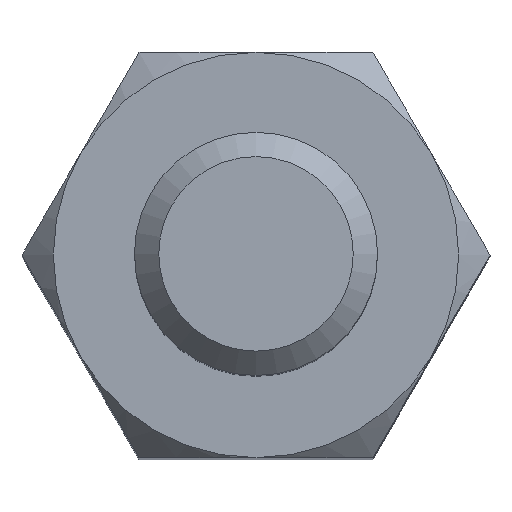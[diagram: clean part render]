
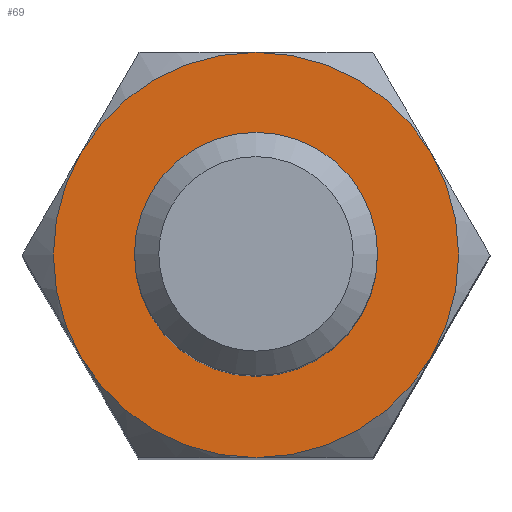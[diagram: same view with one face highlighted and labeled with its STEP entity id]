
A CAD part, top view. The second image highlights one B-rep face of the part: STEP entity #69.
In plain terms, the highlighted planar face has unit normal (0, 0, 1).
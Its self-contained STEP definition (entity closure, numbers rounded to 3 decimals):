
#69 = ADVANCED_FACE( '', ( #157, #158 ), #159, .T. );
#157 = FACE_BOUND( '', #269, .T. );
#158 = FACE_OUTER_BOUND( '', #270, .T. );
#159 = PLANE( '', #271 );
#269 = EDGE_LOOP( '', ( #405 ) );
#270 = EDGE_LOOP( '', ( #406, #407, #408, #409, #410, #411 ) );
#271 = AXIS2_PLACEMENT_3D( '', #412, #413, #414 );
#405 = ORIENTED_EDGE( '', *, *, #613, .T. );
#406 = ORIENTED_EDGE( '', *, *, #614, .F. );
#407 = ORIENTED_EDGE( '', *, *, #605, .F. );
#408 = ORIENTED_EDGE( '', *, *, #615, .F. );
#409 = ORIENTED_EDGE( '', *, *, #616, .T. );
#410 = ORIENTED_EDGE( '', *, *, #617, .F. );
#411 = ORIENTED_EDGE( '', *, *, #592, .F. );
#412 = CARTESIAN_POINT( '', ( 0., 0., 0. ) );
#413 = DIRECTION( '', ( 0., 0., 1. ) );
#414 = DIRECTION( '', ( 1., 0., 0. ) );
#592 = EDGE_CURVE( '', #684, #681, #686, .F. );
#605 = EDGE_CURVE( '', #706, #677, #708, .F. );
#613 = EDGE_CURVE( '', #719, #719, #720, .F. );
#614 = EDGE_CURVE( '', #677, #684, #721, .F. );
#615 = EDGE_CURVE( '', #697, #706, #722, .F. );
#616 = EDGE_CURVE( '', #697, #723, #724, .T. );
#617 = EDGE_CURVE( '', #681, #723, #725, .F. );
#677 = VERTEX_POINT( '', #810 );
#681 = VERTEX_POINT( '', #826 );
#684 = VERTEX_POINT( '', #834 );
#686 = CIRCLE( '', #843, 2.5 );
#697 = VERTEX_POINT( '', #868 );
#706 = VERTEX_POINT( '', #889 );
#708 = CIRCLE( '', #898, 2.5 );
#719 = VERTEX_POINT( '', #916 );
#720 = CIRCLE( '', #917, 1.3 );
#721 = CIRCLE( '', #918, 2.5 );
#722 = CIRCLE( '', #919, 2.5 );
#723 = VERTEX_POINT( '', #920 );
#724 = CIRCLE( '', #921, 2.5 );
#725 = CIRCLE( '', #922, 2.5 );
#810 = CARTESIAN_POINT( '', ( 2.165, -1.25, 0. ) );
#826 = CARTESIAN_POINT( '', ( -2.165, -1.25, 0. ) );
#834 = CARTESIAN_POINT( '', ( 0., -2.5, 0. ) );
#843 = AXIS2_PLACEMENT_3D( '', #1057, #1058, #1059 );
#868 = CARTESIAN_POINT( '', ( 0., 2.5, 0. ) );
#889 = CARTESIAN_POINT( '', ( 2.165, 1.25, 0. ) );
#898 = AXIS2_PLACEMENT_3D( '', #1068, #1069, #1070 );
#916 = CARTESIAN_POINT( '', ( 1.3, 0., 0. ) );
#917 = AXIS2_PLACEMENT_3D( '', #1080, #1081, #1082 );
#918 = AXIS2_PLACEMENT_3D( '', #1083, #1084, #1085 );
#919 = AXIS2_PLACEMENT_3D( '', #1086, #1087, #1088 );
#920 = CARTESIAN_POINT( '', ( -2.165, 1.25, 0. ) );
#921 = AXIS2_PLACEMENT_3D( '', #1089, #1090, #1091 );
#922 = AXIS2_PLACEMENT_3D( '', #1092, #1093, #1094 );
#1057 = CARTESIAN_POINT( '', ( 0., 0., 0. ) );
#1058 = DIRECTION( '', ( 0., 0., 1. ) );
#1059 = DIRECTION( '', ( 1., 0., 0. ) );
#1068 = CARTESIAN_POINT( '', ( 0., 0., 0. ) );
#1069 = DIRECTION( '', ( 0., 0., 1. ) );
#1070 = DIRECTION( '', ( 1., 0., 0. ) );
#1080 = CARTESIAN_POINT( '', ( 0., 0., 0. ) );
#1081 = DIRECTION( '', ( 0., 0., 1. ) );
#1082 = DIRECTION( '', ( 1., 0., 0. ) );
#1083 = CARTESIAN_POINT( '', ( 0., 0., 0. ) );
#1084 = DIRECTION( '', ( 0., 0., 1. ) );
#1085 = DIRECTION( '', ( 1., 0., 0. ) );
#1086 = CARTESIAN_POINT( '', ( 0., 0., 0. ) );
#1087 = DIRECTION( '', ( 0., 0., 1. ) );
#1088 = DIRECTION( '', ( 1., 0., 0. ) );
#1089 = CARTESIAN_POINT( '', ( 0., 0., 0. ) );
#1090 = DIRECTION( '', ( 0., 0., 1. ) );
#1091 = DIRECTION( '', ( 1., 0., 0. ) );
#1092 = CARTESIAN_POINT( '', ( 0., 0., 0. ) );
#1093 = DIRECTION( '', ( 0., 0., 1. ) );
#1094 = DIRECTION( '', ( 1., 0., 0. ) );
